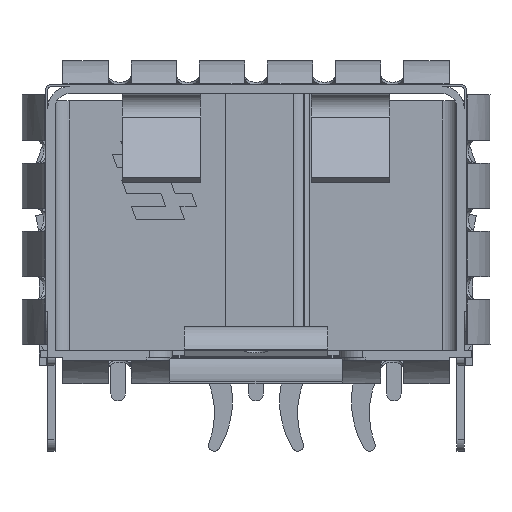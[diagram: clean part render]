
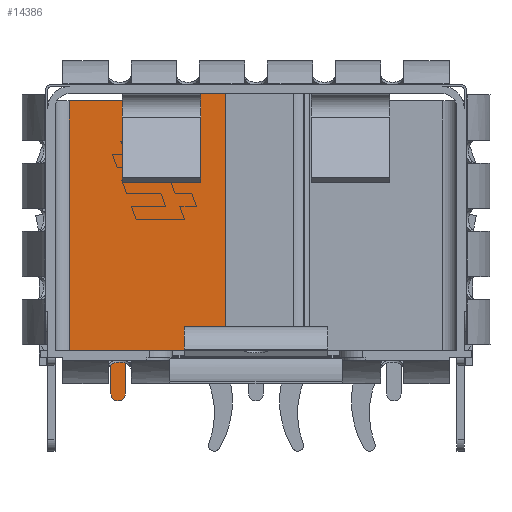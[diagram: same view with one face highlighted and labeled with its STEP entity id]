
A CAD part, left-side view. The second image highlights one B-rep face of the part: STEP entity #14386.
In plain terms, the highlighted planar face has unit normal (-1, 0, 0).
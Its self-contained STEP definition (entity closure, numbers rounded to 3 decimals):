
#758=CIRCLE($,#15415,0.3);
#759=CIRCLE($,#15416,0.25);
#760=CIRCLE($,#15417,0.3);
#1240=FACE_OUTER_BOUND($,#1955,.T.);
#1955=EDGE_LOOP($,(#11677,#11678,#11679,#11680,#11681,#11682,#11683,#11684,
#11685,#11686,#11687,#11688));
#2915=LINE($,#21326,#4500);
#3025=LINE($,#21604,#4610);
#3031=LINE($,#21615,#4616);
#3409=LINE($,#23645,#4994);
#3433=LINE($,#23705,#5018);
#3434=LINE($,#23710,#5019);
#3435=LINE($,#23714,#5020);
#3436=LINE($,#23716,#5021);
#3437=LINE($,#23717,#5022);
#4500=VECTOR($,#16925,3.58);
#4610=VECTOR($,#17117,3.19);
#4616=VECTOR($,#17125,1.15);
#4994=VECTOR($,#18251,1.86);
#5018=VECTOR($,#18331,9.2);
#5019=VECTOR($,#18336,1.2);
#5020=VECTOR($,#18339,1.2);
#5021=VECTOR($,#18342,0.5);
#5022=VECTOR($,#18343,8.7);
#6130=VERTEX_POINT($,#21322);
#6132=VERTEX_POINT($,#21325);
#6258=VERTEX_POINT($,#21601);
#6259=VERTEX_POINT($,#21603);
#6262=VERTEX_POINT($,#21612);
#6263=VERTEX_POINT($,#21614);
#6660=VERTEX_POINT($,#23642);
#6661=VERTEX_POINT($,#23644);
#6670=VERTEX_POINT($,#23707);
#6671=VERTEX_POINT($,#23709);
#6672=VERTEX_POINT($,#23711);
#6673=VERTEX_POINT($,#23713);
#7677=EDGE_CURVE($,#6132,#6130,#2915,.T.);
#7816=EDGE_CURVE($,#6258,#6259,#3025,.T.);
#7822=EDGE_CURVE($,#6262,#6263,#3031,.T.);
#8473=EDGE_CURVE($,#6661,#6660,#3409,.T.);
#8504=EDGE_CURVE($,#6132,#6258,#3433,.T.);
#8505=EDGE_CURVE($,#6262,#6670,#758,.T.);
#8506=EDGE_CURVE($,#6671,#6670,#3434,.T.);
#8507=EDGE_CURVE($,#6672,#6671,#759,.T.);
#8508=EDGE_CURVE($,#6673,#6672,#3435,.T.);
#8509=EDGE_CURVE($,#6673,#6259,#760,.T.);
#8510=EDGE_CURVE($,#6661,#6130,#3436,.T.);
#8511=EDGE_CURVE($,#6660,#6263,#3437,.T.);
#11677=ORIENTED_EDGE($,*,*,#8505,.T.);
#11678=ORIENTED_EDGE($,*,*,#8506,.F.);
#11679=ORIENTED_EDGE($,*,*,#8507,.F.);
#11680=ORIENTED_EDGE($,*,*,#8508,.F.);
#11681=ORIENTED_EDGE($,*,*,#8509,.T.);
#11682=ORIENTED_EDGE($,*,*,#7816,.F.);
#11683=ORIENTED_EDGE($,*,*,#8504,.F.);
#11684=ORIENTED_EDGE($,*,*,#7677,.T.);
#11685=ORIENTED_EDGE($,*,*,#8510,.F.);
#11686=ORIENTED_EDGE($,*,*,#8473,.T.);
#11687=ORIENTED_EDGE($,*,*,#8511,.T.);
#11688=ORIENTED_EDGE($,*,*,#7822,.F.);
#13825=PLANE($,#15414);
#14386=ADVANCED_FACE($,(#1240),#13825,.F.);
#15414=AXIS2_PLACEMENT_3D($,#23706,#18332,#18333);
#15415=AXIS2_PLACEMENT_3D($,#23708,#18334,#18335);
#15416=AXIS2_PLACEMENT_3D($,#23712,#18337,#18338);
#15417=AXIS2_PLACEMENT_3D($,#23715,#18340,#18341);
#16925=DIRECTION($,(0.,1.,0.));
#17117=DIRECTION($,(0.,1.,0.));
#17125=DIRECTION($,(0.,1.,0.));
#18251=DIRECTION($,(0.,1.,0.));
#18331=DIRECTION($,(0.,0.,-1.));
#18332=DIRECTION('center_axis',(1.,0.,0.));
#18333=DIRECTION('ref_axis',(0.,1.,0.));
#18334=DIRECTION('center_axis',(1.,0.,0.));
#18335=DIRECTION('ref_axis',(0.,0.,
1.));
#18336=DIRECTION($,(0.,0.,1.));
#18337=DIRECTION('center_axis',(1.,0.,0.));
#18338=DIRECTION('ref_axis',(0.,-1.,0.));
#18339=DIRECTION($,(0.,0.,-1.));
#18340=DIRECTION('center_axis',(1.,0.,0.));
#18341=DIRECTION('ref_axis',(0.,1.,0.));
#18342=DIRECTION($,(0.,0.,1.));
#18343=DIRECTION($,(0.,0.,-1.));
#21322=CARTESIAN_POINT('',(6.05,4.64,9.7));
#21325=CARTESIAN_POINT('',(6.05,1.06,9.7));
#21326=CARTESIAN_POINT($,(6.05,1.06,9.7));
#21601=CARTESIAN_POINT('',(6.05,1.06,0.5));
#21603=CARTESIAN_POINT('',(6.05,4.25,0.5));
#21604=CARTESIAN_POINT($,(6.05,1.06,0.5));
#21612=CARTESIAN_POINT('',(6.05,5.35,0.5));
#21614=CARTESIAN_POINT('',(6.05,6.5,0.5));
#21615=CARTESIAN_POINT($,(6.05,5.35,0.5));
#23642=CARTESIAN_POINT('',(6.05,6.5,9.2));
#23644=CARTESIAN_POINT('',(6.05,4.64,9.2));
#23645=CARTESIAN_POINT($,(6.05,4.64,9.2));
#23705=CARTESIAN_POINT($,(6.05,1.06,9.7));
#23706=CARTESIAN_POINT('Origin',(6.05,0.788,-1.798));
#23707=CARTESIAN_POINT('',(6.05,5.05,0.2));
#23708=CARTESIAN_POINT('Origin',(6.05,5.35,0.2));
#23709=CARTESIAN_POINT('',(6.05,5.05,-1.));
#23710=CARTESIAN_POINT($,(6.05,5.05,-1.));
#23711=CARTESIAN_POINT('',(6.05,4.55,-1.));
#23712=CARTESIAN_POINT('Origin',(6.05,4.8,-1.));
#23713=CARTESIAN_POINT('',(6.05,4.55,0.2));
#23714=CARTESIAN_POINT($,(6.05,4.55,0.2));
#23715=CARTESIAN_POINT('Origin',(6.05,4.25,0.2));
#23716=CARTESIAN_POINT($,(6.05,4.64,9.2));
#23717=CARTESIAN_POINT($,(6.05,6.5,9.2));
